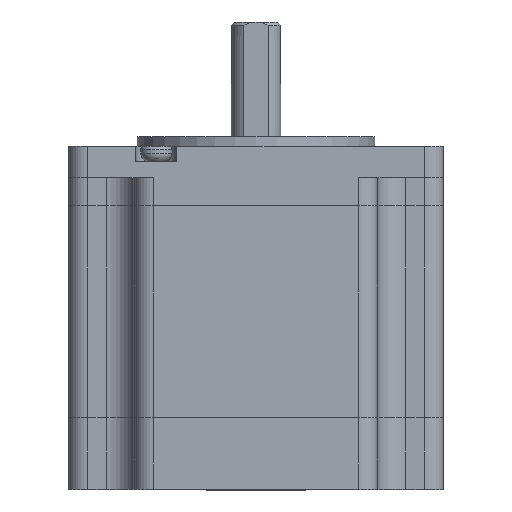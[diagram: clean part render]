
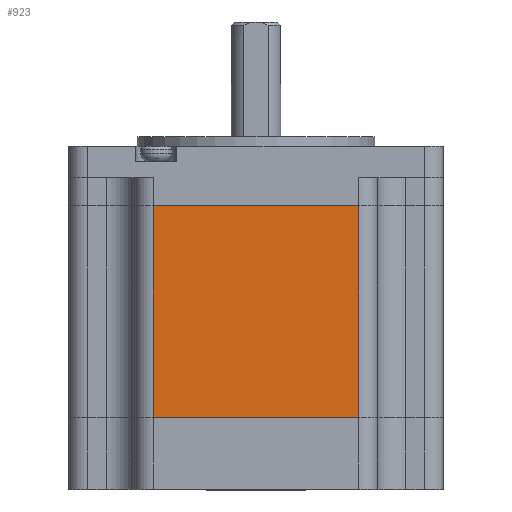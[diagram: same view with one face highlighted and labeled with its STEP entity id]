
A CAD part, top view. The second image highlights one B-rep face of the part: STEP entity #923.
In plain terms, the highlighted planar face has unit normal (0, 0, 1).
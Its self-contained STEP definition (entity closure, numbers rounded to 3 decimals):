
#393 = DIRECTION ( 'NONE',  ( 0., 0., -1. ) ) ;
#866 = EDGE_CURVE ( 'NONE', #2010, #5249, #1992, .T. ) ;
#923 = ADVANCED_FACE ( 'NONE', ( #5887 ), #6030, .F. ) ;
#1160 = EDGE_CURVE ( 'NONE', #6594, #5249, #3229, .T. ) ;
#1187 = ORIENTED_EDGE ( 'NONE', *, *, #1160, .T. ) ;
#1317 = CARTESIAN_POINT ( 'NONE',  ( -14.7, 34., 30.4 ) ) ;
#1467 = CARTESIAN_POINT ( 'NONE',  ( -14.7, 0., 30.4 ) ) ;
#1552 = EDGE_LOOP ( 'NONE', ( #3948, #1187, #3103, #3865 ) ) ;
#1761 = VECTOR ( 'NONE', #6110, 1000. ) ;
#1987 = DIRECTION ( 'NONE',  ( 0., -1., 0. ) ) ;
#1992 = LINE ( 'NONE', #4565, #4209 ) ;
#2010 = VERTEX_POINT ( 'NONE', #1317 ) ;
#2225 = DIRECTION ( 'NONE',  ( -1., 0., 0. ) ) ;
#3103 = ORIENTED_EDGE ( 'NONE', *, *, #866, .F. ) ;
#3229 = LINE ( 'NONE', #3685, #1761 ) ;
#3279 = VECTOR ( 'NONE', #1987, 1000. ) ;
#3367 = CARTESIAN_POINT ( 'NONE',  ( 21.3, 34., 30.4 ) ) ;
#3485 = CARTESIAN_POINT ( 'NONE',  ( 18.3, 0., 30.4 ) ) ;
#3522 = LINE ( 'NONE', #5201, #7679 ) ;
#3685 = CARTESIAN_POINT ( 'NONE',  ( 18.3, 34., 30.4 ) ) ;
#3865 = ORIENTED_EDGE ( 'NONE', *, *, #4351, .T. ) ;
#3948 = ORIENTED_EDGE ( 'NONE', *, *, #6912, .T. ) ;
#3952 = DIRECTION ( 'NONE',  ( 1., 0., 0. ) ) ;
#4209 = VECTOR ( 'NONE', #5084, 1000. ) ;
#4351 = EDGE_CURVE ( 'NONE', #2010, #5205, #5634, .T. ) ;
#4565 = CARTESIAN_POINT ( 'NONE',  ( 21.3, 34., 30.4 ) ) ;
#5084 = DIRECTION ( 'NONE',  ( 1., 0., 0. ) ) ;
#5201 = CARTESIAN_POINT ( 'NONE',  ( 21.3, 0., 30.4 ) ) ;
#5205 = VERTEX_POINT ( 'NONE', #1467 ) ;
#5249 = VERTEX_POINT ( 'NONE', #7415 ) ;
#5603 = CARTESIAN_POINT ( 'NONE',  ( -14.7, 34., 30.4 ) ) ;
#5634 = LINE ( 'NONE', #5603, #3279 ) ;
#5887 = FACE_OUTER_BOUND ( 'NONE', #1552, .T. ) ;
#6001 = AXIS2_PLACEMENT_3D ( 'NONE', #3367, #393, #2225 ) ;
#6030 = PLANE ( 'NONE',  #6001 ) ;
#6110 = DIRECTION ( 'NONE',  ( 0., 1., 0. ) ) ;
#6594 = VERTEX_POINT ( 'NONE', #3485 ) ;
#6912 = EDGE_CURVE ( 'NONE', #5205, #6594, #3522, .T. ) ;
#7415 = CARTESIAN_POINT ( 'NONE',  ( 18.3, 34., 30.4 ) ) ;
#7679 = VECTOR ( 'NONE', #3952, 1000. ) ;
